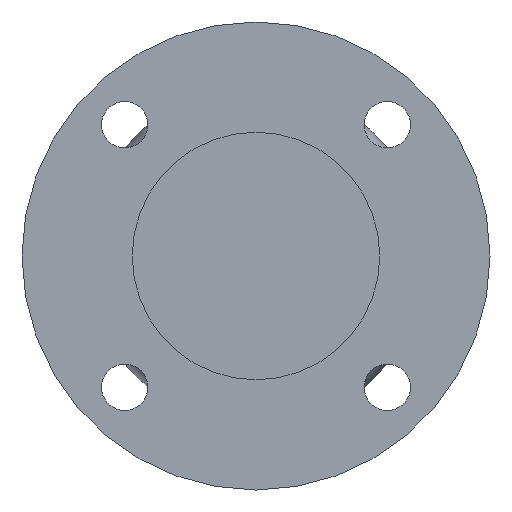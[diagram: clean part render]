
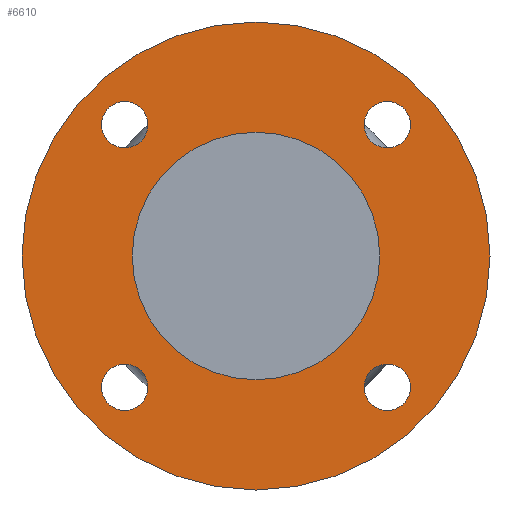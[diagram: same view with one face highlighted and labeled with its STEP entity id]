
A CAD part, front view. The second image highlights one B-rep face of the part: STEP entity #6610.
In plain terms, the highlighted planar face has unit normal (0, -1, 0).
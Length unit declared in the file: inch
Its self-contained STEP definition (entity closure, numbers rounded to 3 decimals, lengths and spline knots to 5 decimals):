
#3507=CARTESIAN_POINT('',(0.,-3.,0.));
#3508=DIRECTION('',(0.,-1.,0.));
#3509=DIRECTION('',(-1.,0.,0.));
#3510=AXIS2_PLACEMENT_3D('',#3507,#3508,#3509);
#3525=CARTESIAN_POINT('',(0.,-3.,0.));
#3526=DIRECTION('',(0.,-1.,0.));
#3527=DIRECTION('',(-1.,0.,0.));
#3528=AXIS2_PLACEMENT_3D('',#3525,#3526,#3527);
#3530=CARTESIAN_POINT('',(0.,-3.,0.));
#3531=DIRECTION('',(0.,-1.,0.));
#3532=DIRECTION('',(1.,0.,0.));
#3533=AXIS2_PLACEMENT_3D('',#3530,#3531,#3532);
#3535=CARTESIAN_POINT('',(2.12132,-3.,2.12132));
#3536=DIRECTION('',(0.,1.,0.));
#3537=DIRECTION('',(0.,0.,1.));
#3538=AXIS2_PLACEMENT_3D('',#3535,#3536,#3537);
#3540=CARTESIAN_POINT('',(2.12132,-3.,2.12132));
#3541=DIRECTION('',(0.,1.,0.));
#3542=DIRECTION('',(0.,0.,-1.));
#3543=AXIS2_PLACEMENT_3D('',#3540,#3541,#3542);
#3545=CARTESIAN_POINT('',(2.12132,-3.,-2.12132));
#3546=DIRECTION('',(0.,1.,0.));
#3547=DIRECTION('',(0.,0.,1.));
#3548=AXIS2_PLACEMENT_3D('',#3545,#3546,#3547);
#3550=CARTESIAN_POINT('',(2.12132,-3.,-2.12132));
#3551=DIRECTION('',(0.,1.,0.));
#3552=DIRECTION('',(0.,0.,-1.));
#3553=AXIS2_PLACEMENT_3D('',#3550,#3551,#3552);
#3555=CARTESIAN_POINT('',(-2.12132,-3.,2.12132));
#3556=DIRECTION('',(0.,1.,0.));
#3557=DIRECTION('',(0.,0.,1.));
#3558=AXIS2_PLACEMENT_3D('',#3555,#3556,#3557);
#3560=CARTESIAN_POINT('',(-2.12132,-3.,2.12132));
#3561=DIRECTION('',(0.,1.,0.));
#3562=DIRECTION('',(0.,0.,-1.));
#3563=AXIS2_PLACEMENT_3D('',#3560,#3561,#3562);
#3565=CARTESIAN_POINT('',(-2.12132,-3.,-2.12132));
#3566=DIRECTION('',(0.,1.,0.));
#3567=DIRECTION('',(0.,0.,1.));
#3568=AXIS2_PLACEMENT_3D('',#3565,#3566,#3567);
#3570=CARTESIAN_POINT('',(-2.12132,-3.,-2.12132));
#3571=DIRECTION('',(0.,1.,0.));
#3572=DIRECTION('',(0.,0.,-1.));
#3573=AXIS2_PLACEMENT_3D('',#3570,#3571,#3572);
#3575=CARTESIAN_POINT('',(0.,-3.,0.));
#3576=DIRECTION('',(0.,-1.,0.));
#3577=DIRECTION('',(1.,0.,0.));
#3578=AXIS2_PLACEMENT_3D('',#3575,#3576,#3577);
#3863=CARTESIAN_POINT('',(3.78125,-3.,0.));
#3864=CARTESIAN_POINT('',(-3.78125,-3.,0.));
#3865=VERTEX_POINT('',#3863);
#3866=VERTEX_POINT('',#3864);
#3947=CARTESIAN_POINT('',(-2.,-3.,0.));
#3948=CARTESIAN_POINT('',(2.,-3.,0.));
#3949=VERTEX_POINT('',#3947);
#3950=VERTEX_POINT('',#3948);
#3987=CARTESIAN_POINT('',(2.12132,-3.,2.49632));
#3989=VERTEX_POINT('',#3987);
#3991=CARTESIAN_POINT('',(2.12132,-3.,1.74632));
#3993=VERTEX_POINT('',#3991);
#3995=CARTESIAN_POINT('',(2.12132,-3.,-1.74632));
#3997=VERTEX_POINT('',#3995);
#3999=CARTESIAN_POINT('',(2.12132,-3.,-2.49632));
#4001=VERTEX_POINT('',#3999);
#4003=CARTESIAN_POINT('',(-2.12132,-3.,2.49632));
#4005=VERTEX_POINT('',#4003);
#4007=CARTESIAN_POINT('',(-2.12132,-3.,1.74632));
#4009=VERTEX_POINT('',#4007);
#4011=CARTESIAN_POINT('',(-2.12132,-3.,-1.74632));
#4013=VERTEX_POINT('',#4011);
#4015=CARTESIAN_POINT('',(-2.12132,-3.,-2.49632));
#4017=VERTEX_POINT('',#4015);
#6570=CARTESIAN_POINT('',(0.,-3.,0.));
#6571=DIRECTION('',(0.,1.,0.));
#6572=DIRECTION('',(-1.,0.,0.));
#6573=AXIS2_PLACEMENT_3D('',#6570,#6571,#6572);
#6574=PLANE('',#6573);
#6576=ORIENTED_EDGE('',*,*,#6575,.F.);
#6577=ORIENTED_EDGE('',*,*,#6560,.F.);
#6578=EDGE_LOOP('',(#6576,#6577));
#6579=FACE_OUTER_BOUND('',#6578,.F.);
#6581=ORIENTED_EDGE('',*,*,#6580,.T.);
#6583=ORIENTED_EDGE('',*,*,#6582,.T.);
#6584=EDGE_LOOP('',(#6581,#6583));
#6585=FACE_BOUND('',#6584,.F.);
#6587=ORIENTED_EDGE('',*,*,#6586,.F.);
#6589=ORIENTED_EDGE('',*,*,#6588,.F.);
#6590=EDGE_LOOP('',(#6587,#6589));
#6591=FACE_BOUND('',#6590,.F.);
#6593=ORIENTED_EDGE('',*,*,#6592,.F.);
#6595=ORIENTED_EDGE('',*,*,#6594,.F.);
#6596=EDGE_LOOP('',(#6593,#6595));
#6597=FACE_BOUND('',#6596,.F.);
#6599=ORIENTED_EDGE('',*,*,#6598,.F.);
#6601=ORIENTED_EDGE('',*,*,#6600,.F.);
#6602=EDGE_LOOP('',(#6599,#6601));
#6603=FACE_BOUND('',#6602,.F.);
#6605=ORIENTED_EDGE('',*,*,#6604,.F.);
#6607=ORIENTED_EDGE('',*,*,#6606,.F.);
#6608=EDGE_LOOP('',(#6605,#6607));
#6609=FACE_BOUND('',#6608,.F.);
#3511=CIRCLE('',#3510,3.78125);
#3529=CIRCLE('',#3528,2.);
#3534=CIRCLE('',#3533,2.);
#3539=CIRCLE('',#3538,0.375);
#3544=CIRCLE('',#3543,0.375);
#3549=CIRCLE('',#3548,0.375);
#3554=CIRCLE('',#3553,0.375);
#3559=CIRCLE('',#3558,0.375);
#3564=CIRCLE('',#3563,0.375);
#3569=CIRCLE('',#3568,0.375);
#3574=CIRCLE('',#3573,0.375);
#3579=CIRCLE('',#3578,3.78125);
#6560=EDGE_CURVE('',#3866,#3865,#3511,.T.);
#6575=EDGE_CURVE('',#3865,#3866,#3579,.T.);
#6580=EDGE_CURVE('',#3949,#3950,#3529,.T.);
#6582=EDGE_CURVE('',#3950,#3949,#3534,.T.);
#6586=EDGE_CURVE('',#3989,#3993,#3539,.T.);
#6588=EDGE_CURVE('',#3993,#3989,#3544,.T.);
#6592=EDGE_CURVE('',#3997,#4001,#3549,.T.);
#6594=EDGE_CURVE('',#4001,#3997,#3554,.T.);
#6598=EDGE_CURVE('',#4005,#4009,#3559,.T.);
#6600=EDGE_CURVE('',#4009,#4005,#3564,.T.);
#6604=EDGE_CURVE('',#4013,#4017,#3569,.T.);
#6606=EDGE_CURVE('',#4017,#4013,#3574,.T.);
#6610=ADVANCED_FACE('',(#6579,#6585,#6591,#6597,#6603,#6609),#6574,.F.);
